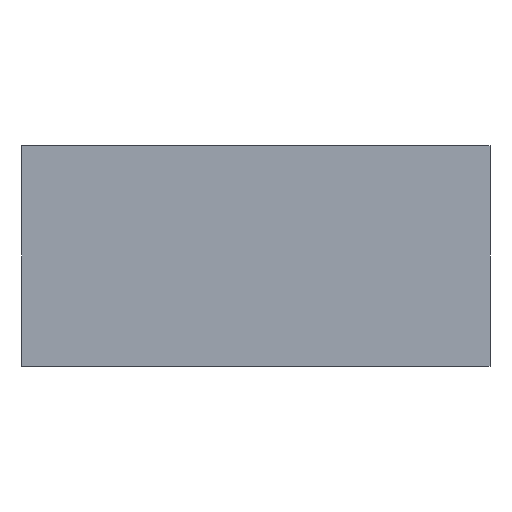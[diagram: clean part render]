
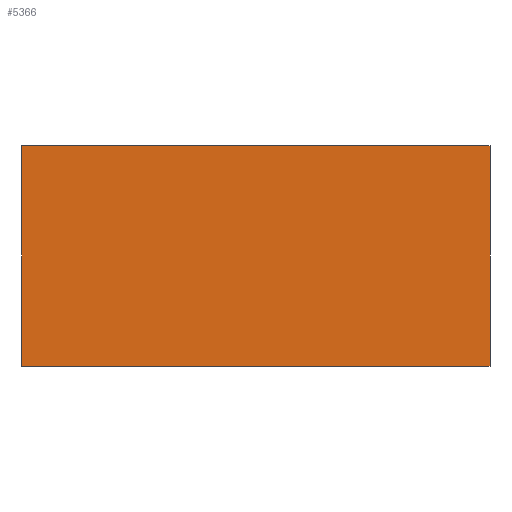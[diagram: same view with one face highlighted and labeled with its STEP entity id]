
A CAD part, front view. The second image highlights one B-rep face of the part: STEP entity #5366.
In plain terms, the highlighted planar face has unit normal (0, -1, 0).
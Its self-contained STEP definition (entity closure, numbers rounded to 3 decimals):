
#706 = CARTESIAN_POINT ( 'NONE',  ( -17., 0., 8. ) ) ;
#707 = LINE ( 'NONE', #741, #749 ) ;
#709 = AXIS2_PLACEMENT_3D ( 'NONE', #706, #743, #735 ) ;
#713 = PLANE ( 'NONE',  #709 ) ;
#714 = FACE_OUTER_BOUND ( 'NONE', #5367, .T. ) ;
#715 = VECTOR ( 'NONE', #744, 1000. ) ;
#735 = DIRECTION ( 'NONE',  ( 0., 0., 1. ) ) ;
#739 = CARTESIAN_POINT ( 'NONE',  ( 17., 0., 8. ) ) ;
#740 = LINE ( 'NONE', #745, #715 ) ;
#741 = CARTESIAN_POINT ( 'NONE',  ( -17., 0., -8. ) ) ;
#742 = CARTESIAN_POINT ( 'NONE',  ( -17., 0., -8. ) ) ;
#743 = DIRECTION ( 'NONE',  ( 0., 1., 0. ) ) ;
#744 = DIRECTION ( 'NONE',  ( 0., 0., -1. ) ) ;
#745 = CARTESIAN_POINT ( 'NONE',  ( 17., 0., 8. ) ) ;
#748 = DIRECTION ( 'NONE',  ( 1., 0., 0. ) ) ;
#749 = VECTOR ( 'NONE', #748, 1000. ) ;
#753 = VECTOR ( 'NONE', #789, 1000. ) ;
#754 = CARTESIAN_POINT ( 'NONE',  ( -17., 0., 8. ) ) ;
#759 = LINE ( 'NONE', #754, #753 ) ;
#789 = DIRECTION ( 'NONE',  ( 0., 0., -1. ) ) ;
#795 = DIRECTION ( 'NONE',  ( 1., 0., 0. ) ) ;
#796 = LINE ( 'NONE', #807, #806 ) ;
#806 = VECTOR ( 'NONE', #795, 1000. ) ;
#807 = CARTESIAN_POINT ( 'NONE',  ( -17., 0., 8. ) ) ;
#857 = CARTESIAN_POINT ( 'NONE',  ( -17., 0., 8. ) ) ;
#4569 = CARTESIAN_POINT ( 'NONE',  ( 17., 0., -8. ) ) ;
#5316 = VERTEX_POINT ( 'NONE', #4569 ) ;
#5325 = ORIENTED_EDGE ( 'NONE', *, *, #5365, .F. ) ;
#5326 = ORIENTED_EDGE ( 'NONE', *, *, #5405, .F. ) ;
#5363 = VERTEX_POINT ( 'NONE', #739 ) ;
#5365 = EDGE_CURVE ( 'NONE', #5363, #5316, #740, .T. ) ;
#5366 = ADVANCED_FACE ( 'NONE', ( #714 ), #713, .F. ) ;
#5367 = EDGE_LOOP ( 'NONE', ( #5368, #5325, #5326, #5419 ) ) ;
#5368 = ORIENTED_EDGE ( 'NONE', *, *, #5369, .T. ) ;
#5369 = EDGE_CURVE ( 'NONE', #5370, #5316, #707, .T. ) ;
#5370 = VERTEX_POINT ( 'NONE', #742 ) ;
#5391 = EDGE_CURVE ( 'NONE', #5421, #5370, #759, .T. ) ;
#5405 = EDGE_CURVE ( 'NONE', #5421, #5363, #796, .T. ) ;
#5419 = ORIENTED_EDGE ( 'NONE', *, *, #5391, .T. ) ;
#5421 = VERTEX_POINT ( 'NONE', #857 ) ;
